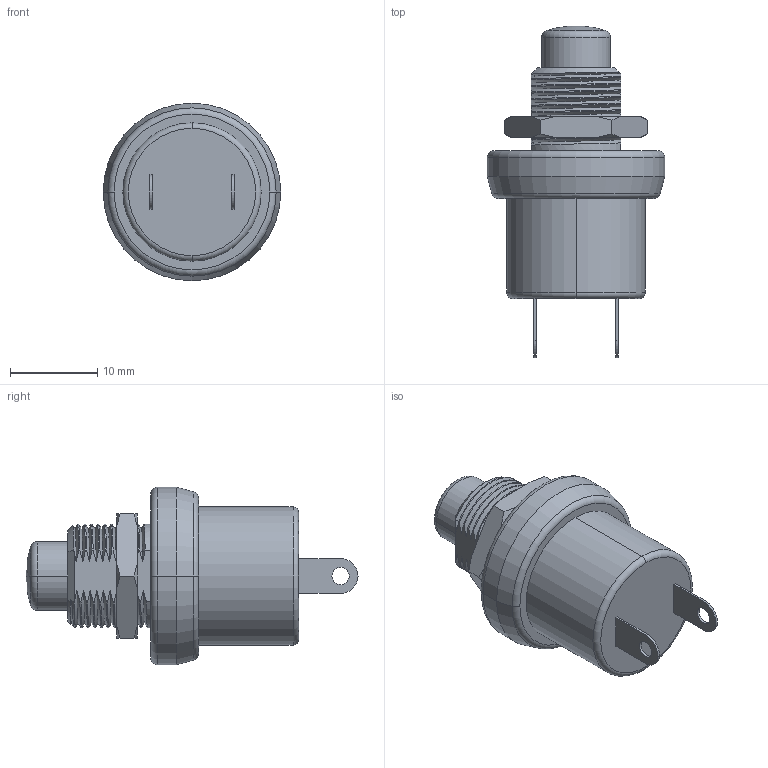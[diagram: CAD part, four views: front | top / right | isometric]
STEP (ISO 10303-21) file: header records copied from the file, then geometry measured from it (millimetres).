
FILE_DESCRIPTION((''),'2;1');
FILE_NAME('10-09UL','2015-01-13T',('amercuri'),(''),'PRO/ENGINEER BY PARAMETRIC TECHNOLOGY CORPORATION, 2011490','PRO/ENGINEER BY PARAMETRIC TECHNOLOGY CORPORATION, 2011490','');
FILE_SCHEMA(('CONFIG_CONTROL_DESIGN'));
Length unit declared in the file: inch
Products named in the file (1): 10-09UL
Bounding box: 20.38 x 38.1 x 20.38 mm (x, y, z)
Volume: 5314.9 mm3; surface area: 2505.3 mm2
Topology: 1 solids, 1 shells, 145 faces, 401 edges, 249 vertices
Faces by surface type: bspline 62, cylinder 32, plane 24, cone 17, torus 8, sphere 2
Entity records: 13193 total; most frequent: CARTESIAN_POINT 9998, ORIENTED_EDGE 798, DIRECTION 425, EDGE_CURVE 399, VERTEX_POINT 249, B_SPLINE_CURVE_WITH_KNOTS 207, EDGE_LOOP 156, AXIS2_PLACEMENT_3D 150
